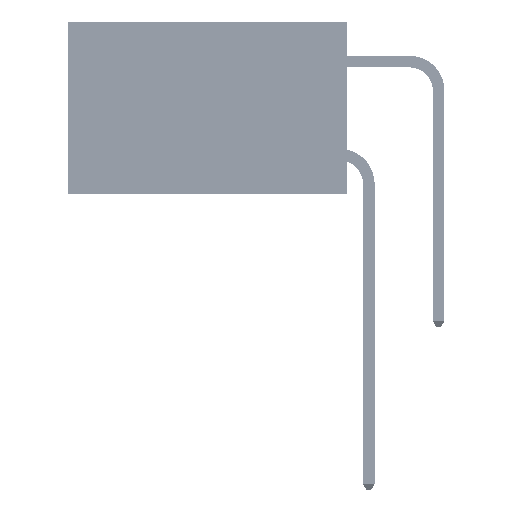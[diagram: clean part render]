
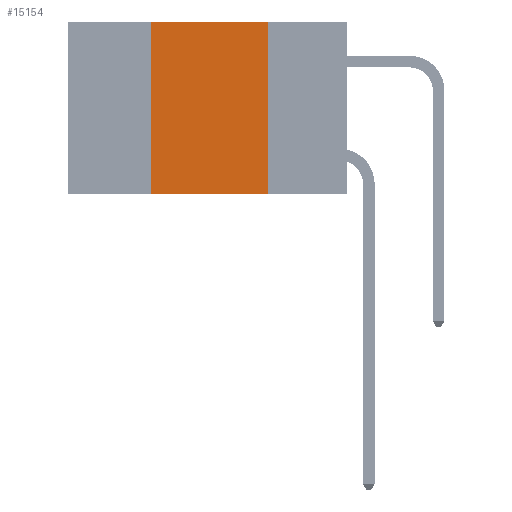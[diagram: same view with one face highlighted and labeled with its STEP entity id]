
A CAD part, left-side view. The second image highlights one B-rep face of the part: STEP entity #15154.
In plain terms, the highlighted planar face has unit normal (-1, 0, 0).
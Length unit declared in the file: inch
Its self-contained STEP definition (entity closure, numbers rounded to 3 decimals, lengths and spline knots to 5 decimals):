
#921 = VECTOR ( 'NONE', #21214, 39.37008 ) ;
#1955 = AXIS2_PLACEMENT_3D ( 'NONE', #21232, #50214, #45556 ) ;
#2965 = ORIENTED_EDGE ( 'NONE', *, *, #27177, .F. ) ;
#3263 = EDGE_CURVE ( 'NONE', #13604, #14436, #16213, .T. ) ;
#3351 = CARTESIAN_POINT ( 'NONE',  ( 0., 0.17, 0. ) ) ;
#4240 = ORIENTED_EDGE ( 'NONE', *, *, #40241, .T. ) ;
#5003 = DIRECTION ( 'NONE',  ( 0., 0., -1. ) ) ;
#7308 = CARTESIAN_POINT ( 'NONE',  ( 0., 0.6, -0.37 ) ) ;
#9646 = CARTESIAN_POINT ( 'NONE',  ( 0., 0.42, 0. ) ) ;
#9703 = LINE ( 'NONE', #25295, #921 ) ;
#12272 = VECTOR ( 'NONE', #5003, 39.37008 ) ;
#13604 = VERTEX_POINT ( 'NONE', #31115 ) ;
#14436 = VERTEX_POINT ( 'NONE', #9646 ) ;
#14539 = VECTOR ( 'NONE', #49595, 39.37008 ) ;
#15154 = ADVANCED_FACE ( 'NONE', ( #34060 ), #41993, .F. ) ;
#16213 = LINE ( 'NONE', #32906, #14539 ) ;
#19614 = DIRECTION ( 'NONE',  ( 0., -1., 0. ) ) ;
#21214 = DIRECTION ( 'NONE',  ( 0., -1., 0. ) ) ;
#21232 = CARTESIAN_POINT ( 'NONE',  ( 0., 0.6, 0. ) ) ;
#25295 = CARTESIAN_POINT ( 'NONE',  ( 0., 0.6, 0. ) ) ;
#25816 = LINE ( 'NONE', #51246, #12272 ) ;
#27177 = EDGE_CURVE ( 'NONE', #14436, #27406, #9703, .T. ) ;
#27406 = VERTEX_POINT ( 'NONE', #3351 ) ;
#31115 = CARTESIAN_POINT ( 'NONE',  ( 0., 0.42, -0.37 ) ) ;
#32906 = CARTESIAN_POINT ( 'NONE',  ( 0., 0.42, 0. ) ) ;
#34060 = FACE_OUTER_BOUND ( 'NONE', #39039, .T. ) ;
#39039 = EDGE_LOOP ( 'NONE', ( #47833, #2965, #53878, #4240 ) ) ;
#40241 = EDGE_CURVE ( 'NONE', #13604, #52135, #44766, .T. ) ;
#40852 = VECTOR ( 'NONE', #19614, 39.37008 ) ;
#41993 = PLANE ( 'NONE',  #1955 ) ;
#44766 = LINE ( 'NONE', #7308, #40852 ) ;
#45556 = DIRECTION ( 'NONE',  ( 0., 0., -1. ) ) ;
#47833 = ORIENTED_EDGE ( 'NONE', *, *, #53793, .F. ) ;
#49595 = DIRECTION ( 'NONE',  ( 0., 0., 1. ) ) ;
#50214 = DIRECTION ( 'NONE',  ( 1., 0., 0. ) ) ;
#51246 = CARTESIAN_POINT ( 'NONE',  ( 0., 0.17, 0. ) ) ;
#52135 = VERTEX_POINT ( 'NONE', #52388 ) ;
#52388 = CARTESIAN_POINT ( 'NONE',  ( 0., 0.17, -0.37 ) ) ;
#53793 = EDGE_CURVE ( 'NONE', #27406, #52135, #25816, .T. ) ;
#53878 = ORIENTED_EDGE ( 'NONE', *, *, #3263, .F. ) ;
